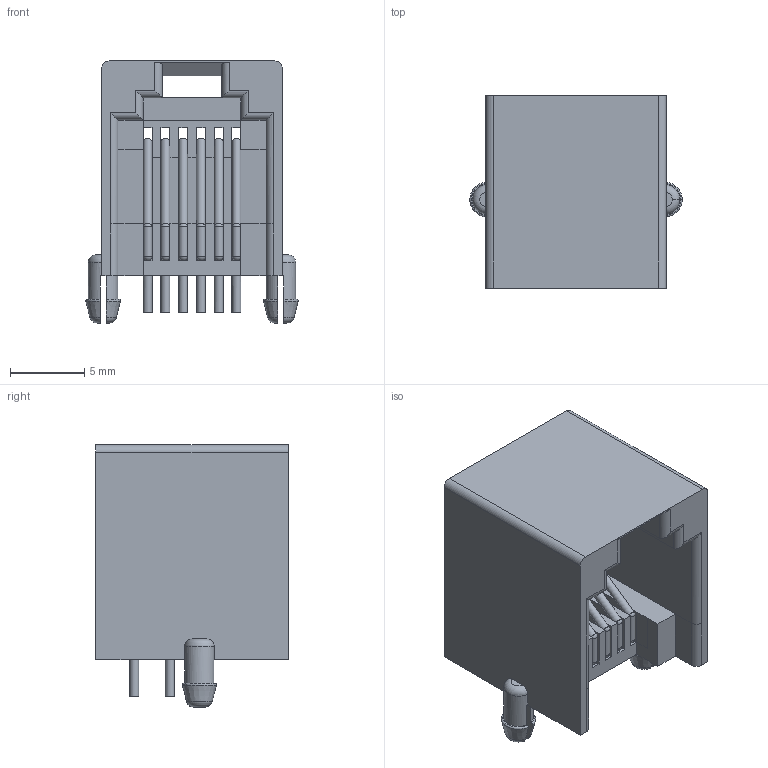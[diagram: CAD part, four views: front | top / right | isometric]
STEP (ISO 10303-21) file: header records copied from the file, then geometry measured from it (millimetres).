
FILE_DESCRIPTION(('FreeCAD Model'),'2;1');
FILE_NAME('RJ12.step', '2017-10-26T14:17:51',('Author'),(''), 'Open CASCADE STEP processor 6.8','FreeCAD','Unknown');
FILE_SCHEMA(('AUTOMOTIVE_DESIGN_CC2 { 1 2 10303 214 -1 1 5 4 }'));
Length unit declared in the file: millimetre
Products named in the file (8): ASSEMBLY; Fusion011; Fusion010; Fusion009; Fusion008; Fusion007; Fusion006; Fusion005
Assembly tree (7 placements, depth 2):
  ASSEMBLY
    Fusion011
    Fusion010
    Fusion009
    Fusion008
    Fusion007
    Fusion006
    Fusion005
Bounding box: 14.34 x 13 x 17.7 mm (x, y, z)
Volume: 975.6 mm3; surface area: 2175.4 mm2
Topology: 7 solids, 7 shells, 230 faces, 641 edges, 394 vertices
Faces by surface type: plane 147, cylinder 44, sphere 18, torus 9, cone 6, revolution 6
Full cylindrical faces by diameter (mm): 0.6 x24
Entity records: 21841 total; most frequent: CARTESIAN_POINT 9709, DIRECTION 2042, ORIENTED_EDGE 1258, PCURVE 1258, DEFINITIONAL_REPRESENTATION 1258, LINE 1200, VECTOR 1200, EDGE_CURVE 629
